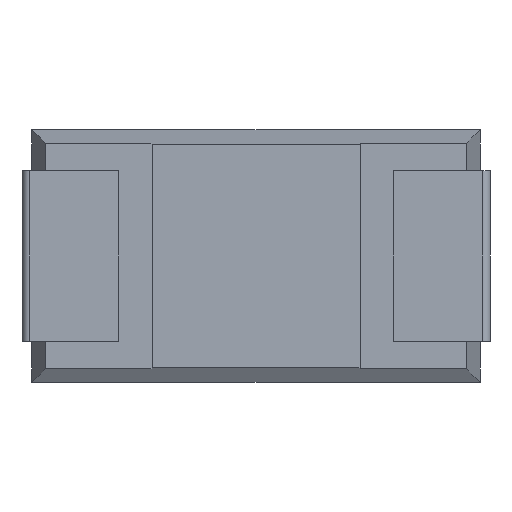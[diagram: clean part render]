
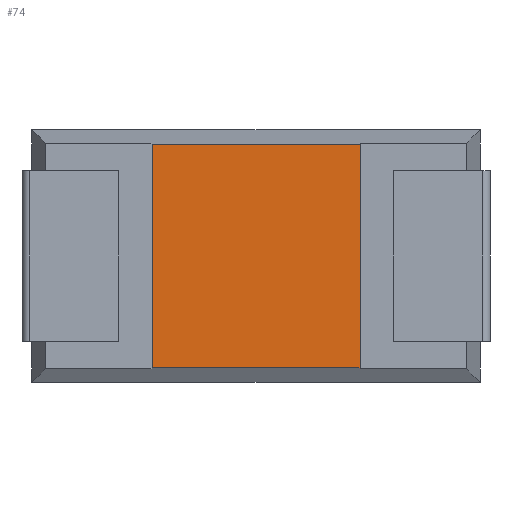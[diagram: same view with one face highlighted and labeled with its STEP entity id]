
A CAD part, front view. The second image highlights one B-rep face of the part: STEP entity #74.
In plain terms, the highlighted planar face has unit normal (0, -1, 0).
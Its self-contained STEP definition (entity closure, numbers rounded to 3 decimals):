
#64 = LINE ( 'NONE', #2919, #2759 ) ;
#74 = ADVANCED_FACE ( 'NONE', ( #297 ), #2836, .T. ) ;
#147 = VECTOR ( 'NONE', #2963, 1000. ) ;
#171 = LINE ( 'NONE', #3200, #1629 ) ;
#257 = DIRECTION ( 'NONE',  ( 0., 0., 1. ) ) ;
#297 = FACE_OUTER_BOUND ( 'NONE', #1864, .T. ) ;
#444 = LINE ( 'NONE', #2089, #147 ) ;
#794 = ORIENTED_EDGE ( 'NONE', *, *, #3552, .F. ) ;
#862 = EDGE_CURVE ( 'NONE', #1293, #3316, #444, .T. ) ;
#894 = ORIENTED_EDGE ( 'NONE', *, *, #3162, .T. ) ;
#1015 = CARTESIAN_POINT ( 'NONE',  ( 1.62, 0., -3.206 ) ) ;
#1083 = CARTESIAN_POINT ( 'NONE',  ( 4.42, 0., -0.194 ) ) ;
#1121 = DIRECTION ( 'NONE',  ( 0., -1., 0. ) ) ;
#1145 = CARTESIAN_POINT ( 'NONE',  ( 0., 0., 0. ) ) ;
#1293 = VERTEX_POINT ( 'NONE', #3472 ) ;
#1401 = CARTESIAN_POINT ( 'NONE',  ( 4.42, 0., -3.4 ) ) ;
#1493 = AXIS2_PLACEMENT_3D ( 'NONE', #1145, #1121, #3361 ) ;
#1629 = VECTOR ( 'NONE', #3441, 1000. ) ;
#1864 = EDGE_LOOP ( 'NONE', ( #1898, #2794, #794, #894 ) ) ;
#1898 = ORIENTED_EDGE ( 'NONE', *, *, #3323, .T. ) ;
#1989 = CARTESIAN_POINT ( 'NONE',  ( 4.42, 0., -3.206 ) ) ;
#2089 = CARTESIAN_POINT ( 'NONE',  ( 0., 0., -0.194 ) ) ;
#2315 = DIRECTION ( 'NONE',  ( 0., 0., 1. ) ) ;
#2663 = VERTEX_POINT ( 'NONE', #1015 ) ;
#2759 = VECTOR ( 'NONE', #2315, 1000. ) ;
#2794 = ORIENTED_EDGE ( 'NONE', *, *, #862, .F. ) ;
#2836 = PLANE ( 'NONE',  #1493 ) ;
#2919 = CARTESIAN_POINT ( 'NONE',  ( 1.62, 0., -3.4 ) ) ;
#2963 = DIRECTION ( 'NONE',  ( 1., 0., 0. ) ) ;
#3162 = EDGE_CURVE ( 'NONE', #2663, #3359, #171, .T. ) ;
#3200 = CARTESIAN_POINT ( 'NONE',  ( 0., 0., -3.206 ) ) ;
#3284 = LINE ( 'NONE', #1401, #3385 ) ;
#3316 = VERTEX_POINT ( 'NONE', #1083 ) ;
#3323 = EDGE_CURVE ( 'NONE', #3359, #3316, #3284, .T. ) ;
#3359 = VERTEX_POINT ( 'NONE', #1989 ) ;
#3361 = DIRECTION ( 'NONE',  ( 0., 0., -1. ) ) ;
#3385 = VECTOR ( 'NONE', #257, 1000. ) ;
#3441 = DIRECTION ( 'NONE',  ( 1., 0., 0. ) ) ;
#3472 = CARTESIAN_POINT ( 'NONE',  ( 1.62, 0., -0.194 ) ) ;
#3552 = EDGE_CURVE ( 'NONE', #2663, #1293, #64, .T. ) ;
